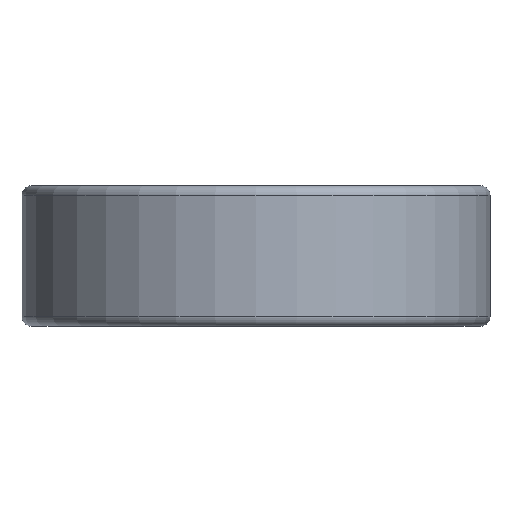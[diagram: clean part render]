
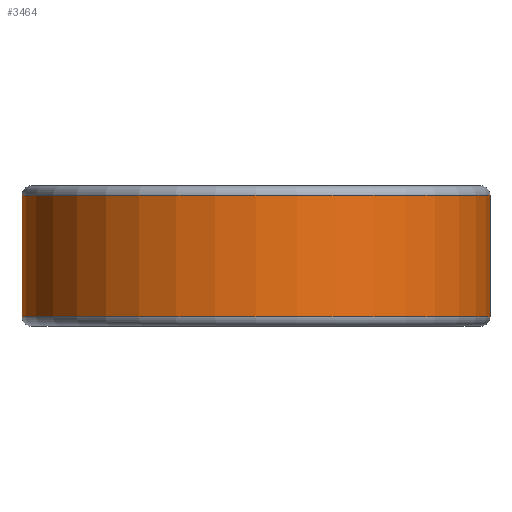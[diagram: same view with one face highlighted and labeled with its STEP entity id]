
A CAD part, front view. The second image highlights one B-rep face of the part: STEP entity #3464.
In plain terms, the highlighted cylindrical face has radius 15 mm (diameter 30 mm), a full revolution.
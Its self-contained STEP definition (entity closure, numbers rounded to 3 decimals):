
#3434 = EDGE_CURVE('',#3435,#3435,#3437,.T.);
#3435 = VERTEX_POINT('',#3436);
#3436 = CARTESIAN_POINT('',(15.,0.,3.9));
#3437 = CIRCLE('',#3438,15.);
#3438 = AXIS2_PLACEMENT_3D('',#3439,#3440,#3441);
#3439 = CARTESIAN_POINT('',(0.,0.,3.9));
#3440 = DIRECTION('',(0.,0.,-1.));
#3441 = DIRECTION('',(1.,0.,0.));
#3464 = ADVANCED_FACE('',(#3465),#3484,.T.);
#3465 = FACE_BOUND('',#3466,.T.);
#3466 = EDGE_LOOP('',(#3467,#3468,#3476,#3483));
#3467 = ORIENTED_EDGE('',*,*,#3434,.T.);
#3468 = ORIENTED_EDGE('',*,*,#3469,.T.);
#3469 = EDGE_CURVE('',#3435,#3470,#3472,.T.);
#3470 = VERTEX_POINT('',#3471);
#3471 = CARTESIAN_POINT('',(15.,0.,-3.9));
#3472 = LINE('',#3473,#3474);
#3473 = CARTESIAN_POINT('',(15.,0.,3.9));
#3474 = VECTOR('',#3475,1.);
#3475 = DIRECTION('',(0.,0.,-1.));
#3476 = ORIENTED_EDGE('',*,*,#3477,.F.);
#3477 = EDGE_CURVE('',#3470,#3470,#3478,.T.);
#3478 = CIRCLE('',#3479,15.);
#3479 = AXIS2_PLACEMENT_3D('',#3480,#3481,#3482);
#3480 = CARTESIAN_POINT('',(0.,0.,-3.9));
#3481 = DIRECTION('',(0.,0.,-1.));
#3482 = DIRECTION('',(1.,0.,0.));
#3483 = ORIENTED_EDGE('',*,*,#3469,.F.);
#3484 = CYLINDRICAL_SURFACE('',#3485,15.);
#3485 = AXIS2_PLACEMENT_3D('',#3486,#3487,#3488);
#3486 = CARTESIAN_POINT('',(0.,0.,3.9));
#3487 = DIRECTION('',(0.,0.,-1.));
#3488 = DIRECTION('',(1.,0.,0.));
